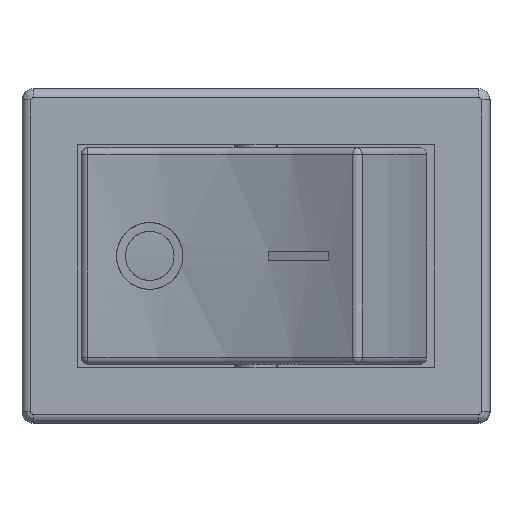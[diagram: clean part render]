
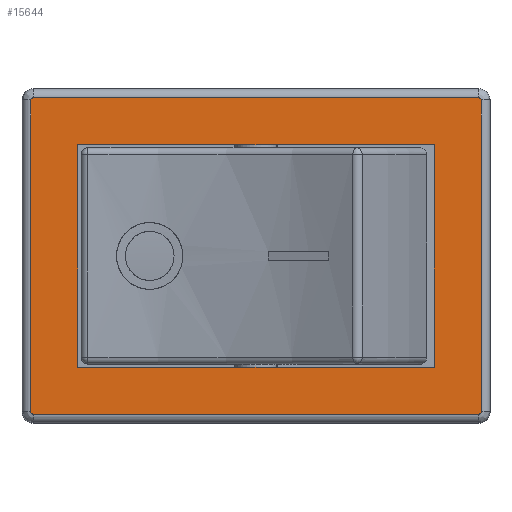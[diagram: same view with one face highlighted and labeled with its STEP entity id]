
A CAD part, top view. The second image highlights one B-rep face of the part: STEP entity #15644.
In plain terms, the highlighted planar face has unit normal (0, 0, 1).
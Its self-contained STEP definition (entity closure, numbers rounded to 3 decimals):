
#292=FACE_BOUND('',#2981,.T.);
#844=PLANE('',#16363);
#2087=FACE_OUTER_BOUND('',#2980,.T.);
#2980=EDGE_LOOP('',(#14648,#14649,#14650,#14651,#14652,#14653,#14654,#14655));
#2981=EDGE_LOOP('',(#14656,#14657,#14658,#14659));
#3085=CIRCLE('',#16343,0.1);
#3089=CIRCLE('',#16347,0.1);
#3093=CIRCLE('',#16353,0.1);
#3097=CIRCLE('',#16357,0.1);
#4770=LINE('',#29128,#6524);
#4774=LINE('',#29137,#6528);
#4777=LINE('',#29141,#6531);
#4779=LINE('',#29145,#6533);
#4780=LINE('',#29151,#6534);
#4782=LINE('',#29187,#6536);
#4785=LINE('',#29194,#6539);
#4787=LINE('',#29225,#6541);
#6524=VECTOR('',#19344,10.);
#6528=VECTOR('',#19350,10.);
#6531=VECTOR('',#19355,10.);
#6533=VECTOR('',#19361,10.);
#6534=VECTOR('',#19366,10.);
#6536=VECTOR('',#19386,10.);
#6539=VECTOR('',#19393,10.);
#6541=VECTOR('',#19409,10.);
#8036=VERTEX_POINT('',#29125);
#8037=VERTEX_POINT('',#29127);
#8040=VERTEX_POINT('',#29134);
#8041=VERTEX_POINT('',#29136);
#8043=VERTEX_POINT('',#29148);
#8044=VERTEX_POINT('',#29150);
#8047=VERTEX_POINT('',#29165);
#8048=VERTEX_POINT('',#29178);
#8051=VERTEX_POINT('',#29185);
#8052=VERTEX_POINT('',#29190);
#8055=VERTEX_POINT('',#29205);
#8056=VERTEX_POINT('',#29218);
#10236=EDGE_CURVE('',#8037,#8036,#4770,.T.);
#10240=EDGE_CURVE('',#8041,#8040,#4774,.T.);
#10243=EDGE_CURVE('',#8040,#8037,#4777,.T.);
#10245=EDGE_CURVE('',#8036,#8041,#4779,.T.);
#10247=EDGE_CURVE('',#8043,#8044,#4780,.T.);
#10251=EDGE_CURVE('',#8047,#8043,#3085,.T.);
#10255=EDGE_CURVE('',#8044,#8048,#3089,.T.);
#10257=EDGE_CURVE('',#8051,#8047,#4782,.T.);
#10261=EDGE_CURVE('',#8048,#8052,#4785,.T.);
#10263=EDGE_CURVE('',#8055,#8051,#3093,.T.);
#10267=EDGE_CURVE('',#8052,#8056,#3097,.T.);
#10269=EDGE_CURVE('',#8056,#8055,#4787,.T.);
#14648=ORIENTED_EDGE('',*,*,#10247,.F.);
#14649=ORIENTED_EDGE('',*,*,#10251,.F.);
#14650=ORIENTED_EDGE('',*,*,#10257,.F.);
#14651=ORIENTED_EDGE('',*,*,#10263,.F.);
#14652=ORIENTED_EDGE('',*,*,#10269,.F.);
#14653=ORIENTED_EDGE('',*,*,#10267,.F.);
#14654=ORIENTED_EDGE('',*,*,#10261,.F.);
#14655=ORIENTED_EDGE('',*,*,#10255,.F.);
#14656=ORIENTED_EDGE('',*,*,#10240,.T.);
#14657=ORIENTED_EDGE('',*,*,#10243,.T.);
#14658=ORIENTED_EDGE('',*,*,#10236,.T.);
#14659=ORIENTED_EDGE('',*,*,#10245,.T.);
#15644=ADVANCED_FACE('',(#2087,#292),#844,.T.);
#16343=AXIS2_PLACEMENT_3D('',#29167,#19372,#19373);
#16347=AXIS2_PLACEMENT_3D('',#29182,#19380,#19381);
#16353=AXIS2_PLACEMENT_3D('',#29207,#19396,#19397);
#16357=AXIS2_PLACEMENT_3D('',#29222,#19404,#19405);
#16363=AXIS2_PLACEMENT_3D('',#29235,#19423,#19424);
#19344=DIRECTION('',(-1.,0.,0.));
#19350=DIRECTION('',(1.,0.,0.));
#19355=DIRECTION('',(0.,-1.,0.));
#19361=DIRECTION('',(0.,1.,0.));
#19366=DIRECTION('',(1.,0.,0.));
#19372=DIRECTION('center_axis',(0.,0.,
-1.));
#19373=DIRECTION('ref_axis',(-0.707,0.707,0.));
#19380=DIRECTION('center_axis',(0.,0.,
-1.));
#19381=DIRECTION('ref_axis',(0.707,0.707,0.));
#19386=DIRECTION('',(0.,1.,0.));
#19393=DIRECTION('',(0.,-1.,0.));
#19396=DIRECTION('center_axis',(0.,0.,
-1.));
#19397=DIRECTION('ref_axis',(-0.707,-0.707,0.));
#19404=DIRECTION('center_axis',(0.,0.,
-1.));
#19405=DIRECTION('ref_axis',(0.707,-0.707,0.));
#19409=DIRECTION('',(-1.,0.,0.));
#19423=DIRECTION('center_axis',(0.,0.,
1.));
#19424=DIRECTION('ref_axis',(1.,0.,0.));
#29125=CARTESIAN_POINT('',(-8.,-5.,12.6));
#29127=CARTESIAN_POINT('',(8.,-5.,12.6));
#29128=CARTESIAN_POINT('',(-4.,-5.,12.6));
#29134=CARTESIAN_POINT('',(8.,5.,12.6));
#29136=CARTESIAN_POINT('',(-8.,5.,12.6));
#29137=CARTESIAN_POINT('',(0.,5.,12.6));
#29141=CARTESIAN_POINT('',(8.,2.25,12.6));
#29145=CARTESIAN_POINT('',(-8.,2.25,12.6));
#29148=CARTESIAN_POINT('',(-10.,7.1,12.6));
#29150=CARTESIAN_POINT('',(10.,7.1,12.6));
#29151=CARTESIAN_POINT('',(-5.,7.1,12.6));
#29165=CARTESIAN_POINT('',(-10.1,7.,12.6));
#29167=CARTESIAN_POINT('Origin',(-10.,7.,12.6));
#29178=CARTESIAN_POINT('',(10.1,7.,12.6));
#29182=CARTESIAN_POINT('Origin',(10.,7.,12.6));
#29185=CARTESIAN_POINT('',(-10.1,-7.,12.6));
#29187=CARTESIAN_POINT('',(-10.1,-3.5,12.6));
#29190=CARTESIAN_POINT('',(10.1,-7.,12.6));
#29194=CARTESIAN_POINT('',(10.1,3.5,12.6));
#29205=CARTESIAN_POINT('',(-10.,-7.1,12.6));
#29207=CARTESIAN_POINT('Origin',(-10.,-7.,12.6));
#29218=CARTESIAN_POINT('',(10.,-7.1,12.6));
#29222=CARTESIAN_POINT('Origin',(10.,-7.,12.6));
#29225=CARTESIAN_POINT('',(5.,-7.1,12.6));
#29235=CARTESIAN_POINT('Origin',(0.,0.,12.6));
